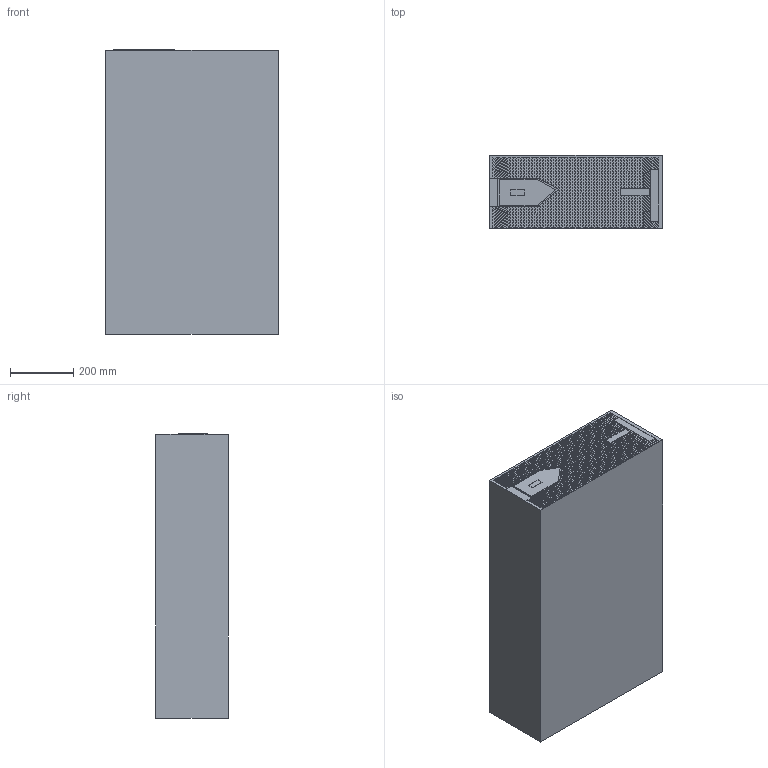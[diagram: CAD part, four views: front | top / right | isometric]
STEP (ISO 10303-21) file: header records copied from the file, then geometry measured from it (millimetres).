
FILE_DESCRIPTION (( 'STEP AP203' ), '1' );
FILE_NAME ('購 蠂櫡 MPOR.STEP', '2023-10-13T08:28:55', ( '' ), ( '' ), 'SwSTEP 2.0', 'SolidWorks 2022', '' );
FILE_SCHEMA (( 'CONFIG_CONTROL_DESIGN' ));
Length unit declared in the file: millimetre
Products named in the file (1): БК типа MPOR
Bounding box: 544 x 230 x 897 mm (x, y, z)
Volume: 111874034.5 mm3; surface area: 1686178 mm2
Topology: 1 solids, 1 shells, 4651 faces, 11481 edges, 7653 vertices
Faces by surface type: plane 4651
Entity records: 134608 total; most frequent: CARTESIAN_POINT 23786, ORIENTED_EDGE 22962, DIRECTION 20785, EDGE_CURVE 11481, LINE 11481, VECTOR 11481, VERTEX_POINT 7653, EDGE_LOOP 5472
